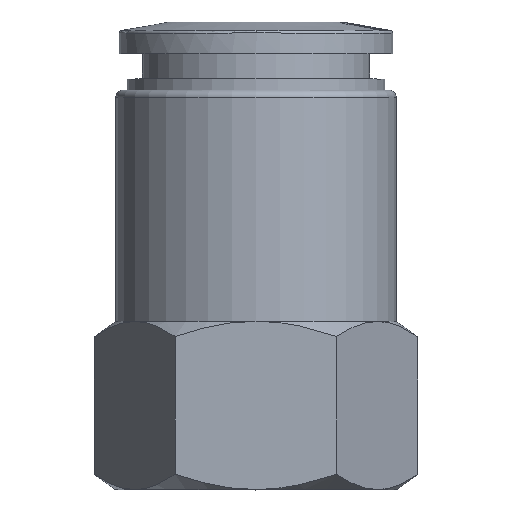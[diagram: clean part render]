
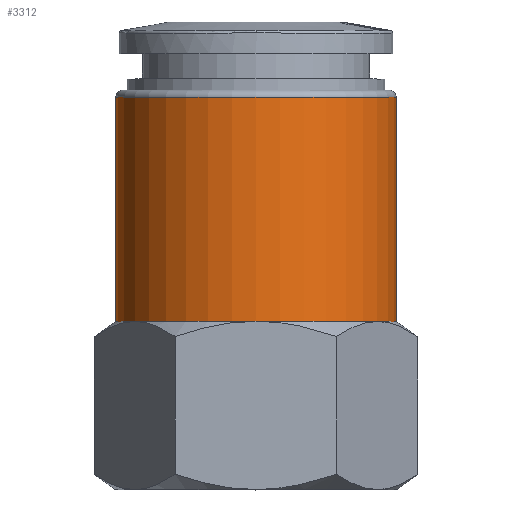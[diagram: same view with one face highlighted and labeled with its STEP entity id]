
A CAD part, top view. The second image highlights one B-rep face of the part: STEP entity #3312.
In plain terms, the highlighted cylindrical face has radius 10 mm (diameter 20 mm), a partial arc.
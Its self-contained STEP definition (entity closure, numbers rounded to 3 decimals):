
#1365=CARTESIAN_POINT('',(0.,-0.5,0.));
#1366=DIRECTION('',(0.,1.,0.));
#1367=DIRECTION('',(-1.,0.,0.));
#1368=AXIS2_PLACEMENT_3D('',#1365,#1366,#1367);
#1370=DIRECTION('',(0.,-1.,0.));
#1371=VECTOR('',#1370,16.);
#1372=CARTESIAN_POINT('',(10.,-0.5,0.));
#1373=LINE('',#1372,#1371);
#1374=CARTESIAN_POINT('',(0.,-16.5,0.));
#1375=DIRECTION('',(0.,-1.,0.));
#1376=DIRECTION('',(1.,0.,0.));
#1377=AXIS2_PLACEMENT_3D('',#1374,#1375,#1376);
#1379=CARTESIAN_POINT('',(0.,-16.5,0.));
#1380=DIRECTION('',(0.,-1.,0.));
#1381=DIRECTION('',(0.866,0.,0.5));
#1382=AXIS2_PLACEMENT_3D('',#1379,#1380,#1381);
#1384=CARTESIAN_POINT('',(0.,-16.5,0.));
#1385=DIRECTION('',(0.,-1.,0.));
#1386=DIRECTION('',(0.,0.,1.));
#1387=AXIS2_PLACEMENT_3D('',#1384,#1385,#1386);
#1389=CARTESIAN_POINT('',(0.,-16.5,0.));
#1390=DIRECTION('',(0.,-1.,0.));
#1391=DIRECTION('',(-0.866,0.,0.5));
#1392=AXIS2_PLACEMENT_3D('',#1389,#1390,#1391);
#1394=DIRECTION('',(0.,1.,0.));
#1395=VECTOR('',#1394,16.);
#1396=CARTESIAN_POINT('',(-10.,-16.5,0.));
#1397=LINE('',#1396,#1395);
#1636=CARTESIAN_POINT('',(-10.,-16.5,0.));
#1638=VERTEX_POINT('',#1636);
#1644=CARTESIAN_POINT('',(10.,-16.5,0.));
#1645=VERTEX_POINT('',#1644);
#1646=CARTESIAN_POINT('',(8.66,-16.5,5.));
#1647=VERTEX_POINT('',#1646);
#1648=CARTESIAN_POINT('',(0.,-16.5,10.));
#1649=VERTEX_POINT('',#1648);
#1650=CARTESIAN_POINT('',(-8.66,-16.5,5.));
#1651=VERTEX_POINT('',#1650);
#1699=CARTESIAN_POINT('',(10.,-0.5,0.));
#1700=CARTESIAN_POINT('',(-10.,-0.5,0.));
#1701=VERTEX_POINT('',#1699);
#1702=VERTEX_POINT('',#1700);
#3297=CARTESIAN_POINT('',(0.,0.,0.));
#3298=DIRECTION('',(0.,-1.,0.));
#3299=DIRECTION('',(-1.,0.,0.));
#3300=AXIS2_PLACEMENT_3D('',#3297,#3298,#3299);
#3301=CYLINDRICAL_SURFACE('',#3300,10.);
#3302=ORIENTED_EDGE('',*,*,#3291,.T.);
#3303=ORIENTED_EDGE('',*,*,#3253,.T.);
#3305=ORIENTED_EDGE('',*,*,#3304,.T.);
#3306=ORIENTED_EDGE('',*,*,#3201,.T.);
#3307=ORIENTED_EDGE('',*,*,#3215,.T.);
#3308=ORIENTED_EDGE('',*,*,#3234,.T.);
#3309=ORIENTED_EDGE('',*,*,#3246,.T.);
#3310=EDGE_LOOP('',(#3302,#3303,#3305,#3306,#3307,#3308,#3309));
#3311=FACE_OUTER_BOUND('',#3310,.F.);
#3312=ADVANCED_FACE('',(#3311),#3301,.T.);
#1369=CIRCLE('',#1368,10.);
#1378=CIRCLE('',#1377,10.);
#1383=CIRCLE('',#1382,10.);
#1388=CIRCLE('',#1387,10.);
#1393=CIRCLE('',#1392,10.);
#3201=EDGE_CURVE('',#1647,#1649,#1383,.T.);
#3215=EDGE_CURVE('',#1649,#1651,#1388,.T.);
#3234=EDGE_CURVE('',#1651,#1638,#1393,.T.);
#3246=EDGE_CURVE('',#1638,#1702,#1397,.T.);
#3253=EDGE_CURVE('',#1701,#1645,#1373,.T.);
#3291=EDGE_CURVE('',#1702,#1701,#1369,.T.);
#3304=EDGE_CURVE('',#1645,#1647,#1378,.T.);
